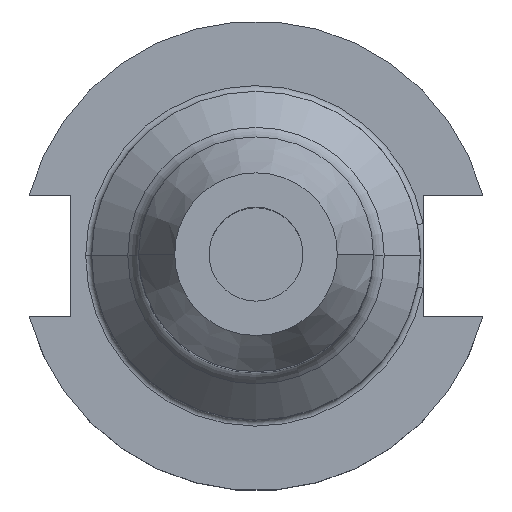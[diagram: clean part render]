
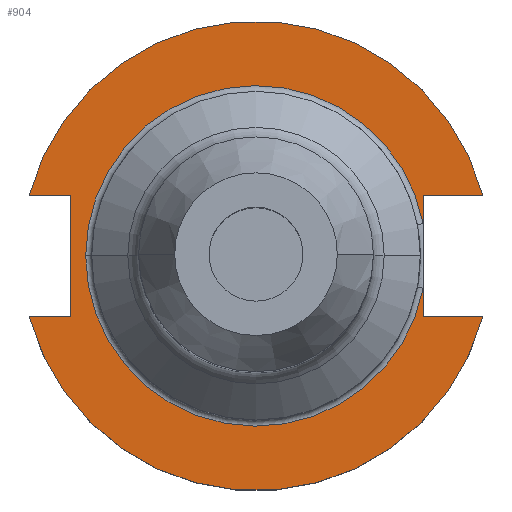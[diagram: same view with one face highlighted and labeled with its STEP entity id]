
A CAD part, top view. The second image highlights one B-rep face of the part: STEP entity #904.
In plain terms, the highlighted planar face has unit normal (0, 0, 1).
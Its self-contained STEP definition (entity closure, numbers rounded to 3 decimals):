
#20 = VERTEX_POINT ( 'NONE', #112 ) ;
#32 = CARTESIAN_POINT ( 'NONE',  ( -25.091, -8.191, 19.05 ) ) ;
#35 = CARTESIAN_POINT ( 'NONE',  ( 30.675, -8.191, 19.05 ) ) ;
#54 = CIRCLE ( 'NONE', #520, 23.025 ) ;
#57 = EDGE_CURVE ( 'NONE', #1266, #988, #765, .T. ) ;
#58 = VERTEX_POINT ( 'NONE', #1475 ) ;
#72 = VECTOR ( 'NONE', #1182, 1000. ) ;
#74 = CARTESIAN_POINT ( 'NONE',  ( 0., 0., 19.05 ) ) ;
#78 = EDGE_CURVE ( 'NONE', #639, #656, #670, .T. ) ;
#101 = CARTESIAN_POINT ( 'NONE',  ( 0., 0., 19.05 ) ) ;
#104 = ORIENTED_EDGE ( 'NONE', *, *, #78, .T. ) ;
#112 = CARTESIAN_POINT ( 'NONE',  ( 22.606, 8.191, 19.05 ) ) ;
#120 = LINE ( 'NONE', #214, #72 ) ;
#165 = ORIENTED_EDGE ( 'NONE', *, *, #974, .F. ) ;
#214 = CARTESIAN_POINT ( 'NONE',  ( 0., -8.191, 19.05 ) ) ;
#217 = DIRECTION ( 'NONE',  ( -1., 0., 0. ) ) ;
#232 = VECTOR ( 'NONE', #618, 1000. ) ;
#249 = EDGE_CURVE ( 'NONE', #988, #1426, #1198, .T. ) ;
#260 = AXIS2_PLACEMENT_3D ( 'NONE', #1548, #715, #1686 ) ;
#311 = ORIENTED_EDGE ( 'NONE', *, *, #249, .T. ) ;
#333 = CARTESIAN_POINT ( 'NONE',  ( 22.606, -8.191, 19.05 ) ) ;
#349 = CARTESIAN_POINT ( 'NONE',  ( 0., 0., 19.05 ) ) ;
#357 = ORIENTED_EDGE ( 'NONE', *, *, #57, .T. ) ;
#358 = CARTESIAN_POINT ( 'NONE',  ( -23.025, 0., 19.05 ) ) ;
#379 = ORIENTED_EDGE ( 'NONE', *, *, #1596, .T. ) ;
#431 = DIRECTION ( 'NONE',  ( 1., 0., 0. ) ) ;
#453 = VERTEX_POINT ( 'NONE', #35 ) ;
#460 = DIRECTION ( 'NONE',  ( 0., 1., 0. ) ) ;
#493 = DIRECTION ( 'NONE',  ( 1., 0., 0. ) ) ;
#520 = AXIS2_PLACEMENT_3D ( 'NONE', #74, #1034, #217 ) ;
#576 = LINE ( 'NONE', #1448, #232 ) ;
#588 = PLANE ( 'NONE',  #260 ) ;
#603 = EDGE_CURVE ( 'NONE', #58, #1710, #576, .T. ) ;
#604 = DIRECTION ( 'NONE',  ( -1., 0., 0. ) ) ;
#616 = CARTESIAN_POINT ( 'NONE',  ( -30.675, 8.191, 19.05 ) ) ;
#618 = DIRECTION ( 'NONE',  ( 1., 0., 0. ) ) ;
#627 = DIRECTION ( 'NONE',  ( -1., 0., 0. ) ) ;
#635 = CARTESIAN_POINT ( 'NONE',  ( -25.091, 8.191, 19.05 ) ) ;
#639 = VERTEX_POINT ( 'NONE', #358 ) ;
#656 = VERTEX_POINT ( 'NONE', #1045 ) ;
#670 = CIRCLE ( 'NONE', #922, 23.025 ) ;
#691 = CARTESIAN_POINT ( 'NONE',  ( -61.091, 8.191, 19.05 ) ) ;
#715 = DIRECTION ( 'NONE',  ( 0., 0., -1. ) ) ;
#763 = CARTESIAN_POINT ( 'NONE',  ( 0., 0., 19.05 ) ) ;
#765 = CIRCLE ( 'NONE', #1395, 31.75 ) ;
#766 = DIRECTION ( 'NONE',  ( 0., 1., 0. ) ) ;
#770 = DIRECTION ( 'NONE',  ( 0., 0., 1. ) ) ;
#787 = ORIENTED_EDGE ( 'NONE', *, *, #603, .F. ) ;
#789 = EDGE_CURVE ( 'NONE', #1426, #1710, #1469, .T. ) ;
#848 = ORIENTED_EDGE ( 'NONE', *, *, #970, .T. ) ;
#890 = AXIS2_PLACEMENT_3D ( 'NONE', #349, #1313, #493 ) ;
#904 = ADVANCED_FACE ( 'NONE', ( #1304 ), #588, .F. ) ;
#909 = ORIENTED_EDGE ( 'NONE', *, *, #1404, .T. ) ;
#922 = AXIS2_PLACEMENT_3D ( 'NONE', #763, #1459, #627 ) ;
#970 = EDGE_CURVE ( 'NONE', #58, #453, #1226, .T. ) ;
#974 = EDGE_CURVE ( 'NONE', #1510, #453, #120, .T. ) ;
#988 = VERTEX_POINT ( 'NONE', #616 ) ;
#993 = CARTESIAN_POINT ( 'NONE',  ( 22.606, 22.225, 19.05 ) ) ;
#1020 = CARTESIAN_POINT ( 'NONE',  ( 30.675, 8.191, 19.05 ) ) ;
#1026 = CARTESIAN_POINT ( 'NONE',  ( 0., 8.191, 19.05 ) ) ;
#1034 = DIRECTION ( 'NONE',  ( 0., 0., -1. ) ) ;
#1045 = CARTESIAN_POINT ( 'NONE',  ( 22.606, 4.373, 19.05 ) ) ;
#1053 = EDGE_CURVE ( 'NONE', #1266, #20, #1127, .T. ) ;
#1077 = VERTEX_POINT ( 'NONE', #1454 ) ;
#1127 = LINE ( 'NONE', #1026, #1445 ) ;
#1138 = VECTOR ( 'NONE', #431, 1000. ) ;
#1182 = DIRECTION ( 'NONE',  ( 1., 0., 0. ) ) ;
#1198 = LINE ( 'NONE', #691, #1138 ) ;
#1226 = CIRCLE ( 'NONE', #890, 31.75 ) ;
#1266 = VERTEX_POINT ( 'NONE', #1020 ) ;
#1280 = ORIENTED_EDGE ( 'NONE', *, *, #1763, .T. ) ;
#1304 = FACE_OUTER_BOUND ( 'NONE', #1635, .T. ) ;
#1313 = DIRECTION ( 'NONE',  ( 0., 0., 1. ) ) ;
#1360 = ORIENTED_EDGE ( 'NONE', *, *, #789, .T. ) ;
#1376 = CARTESIAN_POINT ( 'NONE',  ( -25.091, 8.191, 19.05 ) ) ;
#1384 = LINE ( 'NONE', #993, #1659 ) ;
#1395 = AXIS2_PLACEMENT_3D ( 'NONE', #101, #770, #1730 ) ;
#1404 = EDGE_CURVE ( 'NONE', #1510, #1077, #1739, .T. ) ;
#1420 = VECTOR ( 'NONE', #1517, 1000. ) ;
#1426 = VERTEX_POINT ( 'NONE', #635 ) ;
#1445 = VECTOR ( 'NONE', #604, 1000. ) ;
#1448 = CARTESIAN_POINT ( 'NONE',  ( -61.091, -8.191, 19.05 ) ) ;
#1454 = CARTESIAN_POINT ( 'NONE',  ( 22.606, -4.373, 19.05 ) ) ;
#1459 = DIRECTION ( 'NONE',  ( 0., 0., -1. ) ) ;
#1461 = CARTESIAN_POINT ( 'NONE',  ( 22.606, 22.225, 19.05 ) ) ;
#1469 = LINE ( 'NONE', #1376, #1420 ) ;
#1475 = CARTESIAN_POINT ( 'NONE',  ( -30.675, -8.191, 19.05 ) ) ;
#1510 = VERTEX_POINT ( 'NONE', #333 ) ;
#1517 = DIRECTION ( 'NONE',  ( 0., -1., 0. ) ) ;
#1548 = CARTESIAN_POINT ( 'NONE',  ( 0., 22.225, 19.05 ) ) ;
#1596 = EDGE_CURVE ( 'NONE', #1077, #639, #54, .T. ) ;
#1635 = EDGE_LOOP ( 'NONE', ( #909, #379, #104, #1280, #1723, #357, #311, #1360, #787, #848, #165 ) ) ;
#1659 = VECTOR ( 'NONE', #460, 1000. ) ;
#1686 = DIRECTION ( 'NONE',  ( -1., 0., 0. ) ) ;
#1695 = VECTOR ( 'NONE', #766, 1000. ) ;
#1710 = VERTEX_POINT ( 'NONE', #32 ) ;
#1723 = ORIENTED_EDGE ( 'NONE', *, *, #1053, .F. ) ;
#1730 = DIRECTION ( 'NONE',  ( 1., 0., 0. ) ) ;
#1739 = LINE ( 'NONE', #1461, #1695 ) ;
#1763 = EDGE_CURVE ( 'NONE', #656, #20, #1384, .T. ) ;
